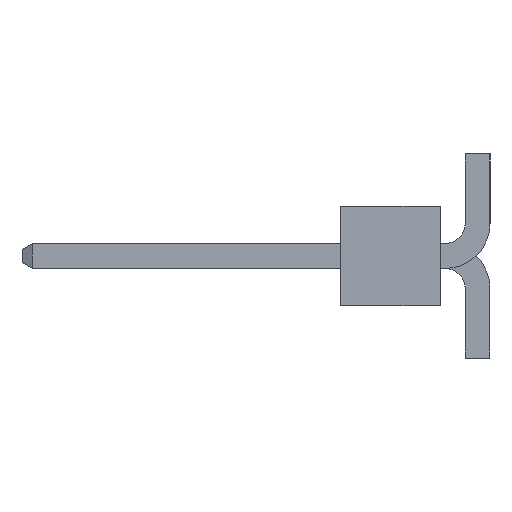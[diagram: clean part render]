
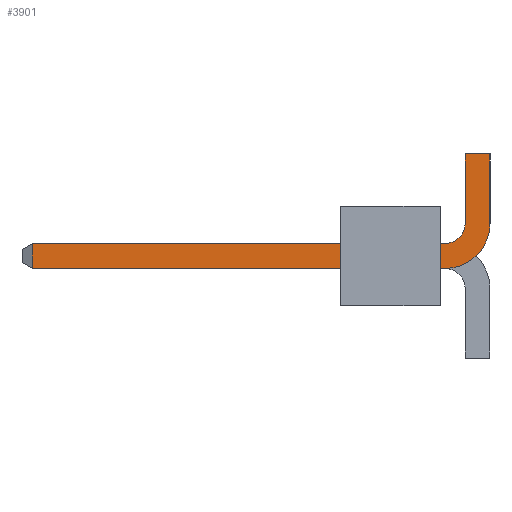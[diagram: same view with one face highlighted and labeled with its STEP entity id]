
A CAD part, left-side view. The second image highlights one B-rep face of the part: STEP entity #3901.
In plain terms, the highlighted planar face has unit normal (-1, 0, 0).
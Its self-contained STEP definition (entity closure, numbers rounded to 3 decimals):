
#90 = EDGE_CURVE ( 'NONE', #5849, #4250, #5634, .T. ) ;
#108 = CARTESIAN_POINT ( 'NONE',  ( -10.478, 2.54, -0.318 ) ) ;
#126 = VECTOR ( 'NONE', #3125, 1000. ) ;
#199 = LINE ( 'NONE', #4770, #3553 ) ;
#212 = CARTESIAN_POINT ( 'NONE',  ( -10.478, 1.143, 0.825 ) ) ;
#234 = CARTESIAN_POINT ( 'NONE',  ( -10.478, 0.635, 2.603 ) ) ;
#274 = FACE_OUTER_BOUND ( 'NONE', #1435, .T. ) ;
#332 = VERTEX_POINT ( 'NONE', #430 ) ;
#375 = VECTOR ( 'NONE', #3805, 1000. ) ;
#430 = CARTESIAN_POINT ( 'NONE',  ( -10.478, 2.54, -0.368 ) ) ;
#749 = VERTEX_POINT ( 'NONE', #2751 ) ;
#778 = LINE ( 'NONE', #6135, #7470 ) ;
#1103 = CARTESIAN_POINT ( 'NONE',  ( -10.478, 0., 0.825 ) ) ;
#1108 = CARTESIAN_POINT ( 'NONE',  ( -10.478, 1.143, -0.318 ) ) ;
#1342 = CARTESIAN_POINT ( 'NONE',  ( -10.478, 0.635, 0.825 ) ) ;
#1344 = VERTEX_POINT ( 'NONE', #4721 ) ;
#1435 = EDGE_LOOP ( 'NONE', ( #3462, #4718, #3301, #8031, #3879, #2753, #4616, #7756, #4165, #6564, #1784, #5307, #2233, #8297, #5174, #4319 ) ) ;
#1582 = CARTESIAN_POINT ( 'NONE',  ( -10.478, 11.678, -0.318 ) ) ;
#1638 = CARTESIAN_POINT ( 'NONE',  ( -10.478, 2.667, -0.318 ) ) ;
#1784 = ORIENTED_EDGE ( 'NONE', *, *, #4289, .F. ) ;
#1934 = VERTEX_POINT ( 'NONE', #3451 ) ;
#1938 = EDGE_CURVE ( 'NONE', #7892, #332, #199, .T. ) ;
#1991 = VECTOR ( 'NONE', #6191, 1000. ) ;
#2096 = CARTESIAN_POINT ( 'NONE',  ( -10.478, 1.143, 0.825 ) ) ;
#2105 = VERTEX_POINT ( 'NONE', #4587 ) ;
#2115 = VERTEX_POINT ( 'NONE', #1638 ) ;
#2233 = ORIENTED_EDGE ( 'NONE', *, *, #6584, .F. ) ;
#2276 = VECTOR ( 'NONE', #7300, 1000. ) ;
#2572 = VERTEX_POINT ( 'NONE', #5066 ) ;
#2579 = PLANE ( 'NONE',  #7987 ) ;
#2751 = CARTESIAN_POINT ( 'NONE',  ( -10.478, 2.667, -0.368 ) ) ;
#2753 = ORIENTED_EDGE ( 'NONE', *, *, #1938, .F. ) ;
#2784 = VERTEX_POINT ( 'NONE', #3374 ) ;
#2787 = VECTOR ( 'NONE', #8339, 1000. ) ;
#2844 = EDGE_CURVE ( 'NONE', #8138, #5249, #2919, .T. ) ;
#2849 = DIRECTION ( 'NONE',  ( 0., -1., 0. ) ) ;
#2919 = CIRCLE ( 'NONE', #4756, 1.143 ) ;
#3125 = DIRECTION ( 'NONE',  ( 0., 0., -1. ) ) ;
#3236 = DIRECTION ( 'NONE',  ( 1., 0., 0. ) ) ;
#3296 = VECTOR ( 'NONE', #5037, 1000. ) ;
#3301 = ORIENTED_EDGE ( 'NONE', *, *, #8277, .F. ) ;
#3374 = CARTESIAN_POINT ( 'NONE',  ( -10.478, 11.678, 0.318 ) ) ;
#3451 = CARTESIAN_POINT ( 'NONE',  ( -10.478, 0., 2.603 ) ) ;
#3455 = DIRECTION ( 'NONE',  ( 0., 1., 0. ) ) ;
#3462 = ORIENTED_EDGE ( 'NONE', *, *, #4108, .F. ) ;
#3546 = CARTESIAN_POINT ( 'NONE',  ( -10.478, 2.667, -0.368 ) ) ;
#3553 = VECTOR ( 'NONE', #4455, 1000. ) ;
#3664 = DIRECTION ( 'NONE',  ( 0., -1., 0. ) ) ;
#3730 = VECTOR ( 'NONE', #2849, 1000. ) ;
#3803 = LINE ( 'NONE', #5586, #5747 ) ;
#3805 = DIRECTION ( 'NONE',  ( 0., 1., 0. ) ) ;
#3843 = CARTESIAN_POINT ( 'NONE',  ( -10.478, 1.143, -0.318 ) ) ;
#3879 = ORIENTED_EDGE ( 'NONE', *, *, #4097, .F. ) ;
#3889 = LINE ( 'NONE', #6950, #5737 ) ;
#3900 = EDGE_CURVE ( 'NONE', #8138, #7892, #4848, .T. ) ;
#3901 = ADVANCED_FACE ( 'NONE', ( #274 ), #2579, .F. ) ;
#3982 = DIRECTION ( 'NONE',  ( 0., 0., -1. ) ) ;
#4086 = VERTEX_POINT ( 'NONE', #1582 ) ;
#4097 = EDGE_CURVE ( 'NONE', #332, #749, #5455, .T. ) ;
#4108 = EDGE_CURVE ( 'NONE', #2784, #2105, #7170, .T. ) ;
#4120 = DIRECTION ( 'NONE',  ( 0., 0., -1. ) ) ;
#4164 = EDGE_CURVE ( 'NONE', #2784, #4086, #778, .T. ) ;
#4165 = ORIENTED_EDGE ( 'NONE', *, *, #7650, .F. ) ;
#4224 = EDGE_CURVE ( 'NONE', #749, #2115, #7573, .T. ) ;
#4237 = LINE ( 'NONE', #6655, #2276 ) ;
#4250 = VERTEX_POINT ( 'NONE', #6827 ) ;
#4289 = EDGE_CURVE ( 'NONE', #7759, #2572, #8254, .T. ) ;
#4319 = ORIENTED_EDGE ( 'NONE', *, *, #5879, .F. ) ;
#4455 = DIRECTION ( 'NONE',  ( 0., 0., -1. ) ) ;
#4586 = EDGE_CURVE ( 'NONE', #6772, #5849, #4237, .T. ) ;
#4587 = CARTESIAN_POINT ( 'NONE',  ( -10.478, 2.667, 0.318 ) ) ;
#4616 = ORIENTED_EDGE ( 'NONE', *, *, #3900, .F. ) ;
#4718 = ORIENTED_EDGE ( 'NONE', *, *, #4164, .T. ) ;
#4721 = CARTESIAN_POINT ( 'NONE',  ( -10.478, 1.143, 0.318 ) ) ;
#4756 = AXIS2_PLACEMENT_3D ( 'NONE', #2096, #6031, #4120 ) ;
#4770 = CARTESIAN_POINT ( 'NONE',  ( -10.478, 2.54, 0.368 ) ) ;
#4788 = DIRECTION ( 'NONE',  ( 1., 0., 0. ) ) ;
#4812 = VECTOR ( 'NONE', #3982, 1000. ) ;
#4848 = LINE ( 'NONE', #3843, #7787 ) ;
#4879 = CARTESIAN_POINT ( 'NONE',  ( -10.478, 2.54, -0.368 ) ) ;
#4943 = DIRECTION ( 'NONE',  ( 0., 0., -1. ) ) ;
#4976 = CARTESIAN_POINT ( 'NONE',  ( -10.478, 0.635, 0.825 ) ) ;
#5037 = DIRECTION ( 'NONE',  ( 0., 0., 1. ) ) ;
#5051 = EDGE_CURVE ( 'NONE', #2572, #1934, #5339, .T. ) ;
#5066 = CARTESIAN_POINT ( 'NONE',  ( -10.478, 0.635, 2.603 ) ) ;
#5132 = CARTESIAN_POINT ( 'NONE',  ( -10.478, 0., 0. ) ) ;
#5139 = CARTESIAN_POINT ( 'NONE',  ( -10.478, 0., 2.603 ) ) ;
#5164 = DIRECTION ( 'NONE',  ( 0., 0., -1. ) ) ;
#5174 = ORIENTED_EDGE ( 'NONE', *, *, #4586, .F. ) ;
#5249 = VERTEX_POINT ( 'NONE', #1103 ) ;
#5307 = ORIENTED_EDGE ( 'NONE', *, *, #7435, .T. ) ;
#5339 = LINE ( 'NONE', #234, #2787 ) ;
#5455 = LINE ( 'NONE', #4879, #6076 ) ;
#5568 = LINE ( 'NONE', #6386, #375 ) ;
#5586 = CARTESIAN_POINT ( 'NONE',  ( -10.478, 2.667, -0.368 ) ) ;
#5634 = LINE ( 'NONE', #5916, #4812 ) ;
#5737 = VECTOR ( 'NONE', #3664, 1000. ) ;
#5747 = VECTOR ( 'NONE', #6934, 1000. ) ;
#5849 = VERTEX_POINT ( 'NONE', #6960 ) ;
#5879 = EDGE_CURVE ( 'NONE', #2105, #6772, #3803, .T. ) ;
#5916 = CARTESIAN_POINT ( 'NONE',  ( -10.478, 2.54, 0.368 ) ) ;
#6031 = DIRECTION ( 'NONE',  ( -1., 0., 0. ) ) ;
#6076 = VECTOR ( 'NONE', #3455, 1000. ) ;
#6135 = CARTESIAN_POINT ( 'NONE',  ( -10.478, 11.678, 0. ) ) ;
#6191 = DIRECTION ( 'NONE',  ( 0., 0., 1. ) ) ;
#6386 = CARTESIAN_POINT ( 'NONE',  ( -10.478, 1.143, -0.318 ) ) ;
#6564 = ORIENTED_EDGE ( 'NONE', *, *, #5051, .F. ) ;
#6584 = EDGE_CURVE ( 'NONE', #4250, #1344, #3889, .T. ) ;
#6655 = CARTESIAN_POINT ( 'NONE',  ( -10.478, 2.667, 0.368 ) ) ;
#6744 = CARTESIAN_POINT ( 'NONE',  ( -10.478, 11.938, 0.318 ) ) ;
#6772 = VERTEX_POINT ( 'NONE', #7898 ) ;
#6795 = DIRECTION ( 'NONE',  ( 0., 0., -1. ) ) ;
#6827 = CARTESIAN_POINT ( 'NONE',  ( -10.478, 2.54, 0.318 ) ) ;
#6913 = CIRCLE ( 'NONE', #7009, 0.508 ) ;
#6934 = DIRECTION ( 'NONE',  ( 0., 0., 1. ) ) ;
#6950 = CARTESIAN_POINT ( 'NONE',  ( -10.478, 11.938, 0.318 ) ) ;
#6960 = CARTESIAN_POINT ( 'NONE',  ( -10.478, 2.54, 0.368 ) ) ;
#7009 = AXIS2_PLACEMENT_3D ( 'NONE', #212, #4788, #6795 ) ;
#7170 = LINE ( 'NONE', #6744, #3730 ) ;
#7300 = DIRECTION ( 'NONE',  ( 0., -1., 0. ) ) ;
#7435 = EDGE_CURVE ( 'NONE', #7759, #1344, #6913, .T. ) ;
#7470 = VECTOR ( 'NONE', #4943, 1000. ) ;
#7573 = LINE ( 'NONE', #3546, #1991 ) ;
#7623 = LINE ( 'NONE', #5139, #126 ) ;
#7650 = EDGE_CURVE ( 'NONE', #1934, #5249, #7623, .T. ) ;
#7756 = ORIENTED_EDGE ( 'NONE', *, *, #2844, .T. ) ;
#7759 = VERTEX_POINT ( 'NONE', #1342 ) ;
#7787 = VECTOR ( 'NONE', #8299, 1000. ) ;
#7892 = VERTEX_POINT ( 'NONE', #108 ) ;
#7898 = CARTESIAN_POINT ( 'NONE',  ( -10.478, 2.667, 0.368 ) ) ;
#7987 = AXIS2_PLACEMENT_3D ( 'NONE', #5132, #3236, #5164 ) ;
#8031 = ORIENTED_EDGE ( 'NONE', *, *, #4224, .F. ) ;
#8138 = VERTEX_POINT ( 'NONE', #1108 ) ;
#8254 = LINE ( 'NONE', #4976, #3296 ) ;
#8277 = EDGE_CURVE ( 'NONE', #2115, #4086, #5568, .T. ) ;
#8297 = ORIENTED_EDGE ( 'NONE', *, *, #90, .F. ) ;
#8299 = DIRECTION ( 'NONE',  ( 0., 1., 0. ) ) ;
#8339 = DIRECTION ( 'NONE',  ( 0., -1., 0. ) ) ;
